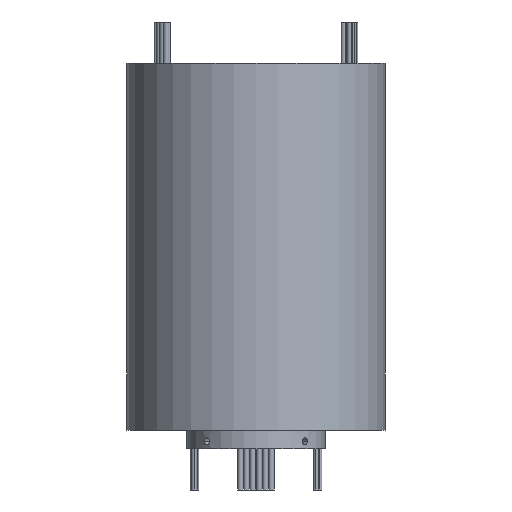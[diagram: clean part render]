
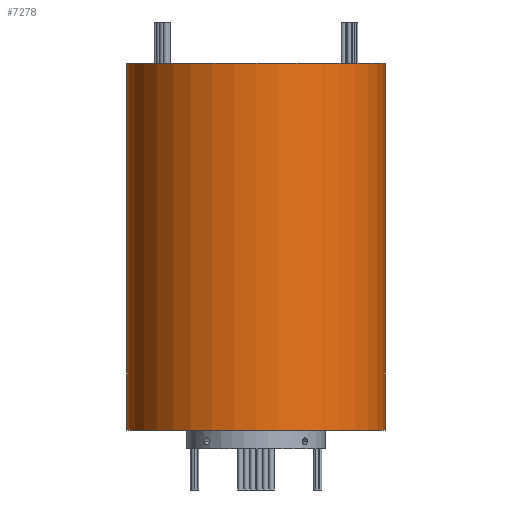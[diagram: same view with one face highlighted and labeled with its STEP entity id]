
A CAD part, front view. The second image highlights one B-rep face of the part: STEP entity #7278.
In plain terms, the highlighted cylindrical face has radius 59.5 mm (diameter 119 mm), a partial arc.
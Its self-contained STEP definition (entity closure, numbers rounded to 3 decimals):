
#127 = CARTESIAN_POINT ( 'NONE',  ( 59.5, 0., 8.6 ) ) ;
#476 = ORIENTED_EDGE ( 'NONE', *, *, #7086, .F. ) ;
#705 = EDGE_CURVE ( 'NONE', #5944, #2819, #6665, .T. ) ;
#897 = CYLINDRICAL_SURFACE ( 'NONE', #6506, 59.5 ) ;
#1028 = DIRECTION ( 'NONE',  ( -1., 0., 0. ) ) ;
#1225 = CIRCLE ( 'NONE', #6142, 59.5 ) ;
#1388 = ORIENTED_EDGE ( 'NONE', *, *, #705, .F. ) ;
#1533 = CARTESIAN_POINT ( 'NONE',  ( 59.5, 0., 177.8 ) ) ;
#1968 = CARTESIAN_POINT ( 'NONE',  ( 0., 0., 8.6 ) ) ;
#1995 = CARTESIAN_POINT ( 'NONE',  ( 0., 0., 177.8 ) ) ;
#2556 = DIRECTION ( 'NONE',  ( 1., 0., 0. ) ) ;
#2599 = DIRECTION ( 'NONE',  ( 1., 0., 0. ) ) ;
#2686 = ORIENTED_EDGE ( 'NONE', *, *, #3387, .T. ) ;
#2693 = EDGE_LOOP ( 'NONE', ( #1388, #476, #6185, #2686 ) ) ;
#2819 = VERTEX_POINT ( 'NONE', #127 ) ;
#3326 = DIRECTION ( 'NONE',  ( 0., 0., -1. ) ) ;
#3387 = EDGE_CURVE ( 'NONE', #4560, #2819, #1225, .T. ) ;
#3573 = CARTESIAN_POINT ( 'NONE',  ( -59.5, 0., 177.8 ) ) ;
#3621 = VERTEX_POINT ( 'NONE', #3573 ) ;
#3978 = FACE_OUTER_BOUND ( 'NONE', #2693, .T. ) ;
#3982 = CARTESIAN_POINT ( 'NONE',  ( 59.5, 0., 177.8 ) ) ;
#4103 = CARTESIAN_POINT ( 'NONE',  ( -59.5, 0., 8.6 ) ) ;
#4446 = CARTESIAN_POINT ( 'NONE',  ( -59.5, 0., 177.8 ) ) ;
#4560 = VERTEX_POINT ( 'NONE', #4103 ) ;
#4701 = VECTOR ( 'NONE', #5020, 1000. ) ;
#5020 = DIRECTION ( 'NONE',  ( 0., 0., -1. ) ) ;
#5049 = CIRCLE ( 'NONE', #7441, 59.5 ) ;
#5944 = VERTEX_POINT ( 'NONE', #3982 ) ;
#6016 = DIRECTION ( 'NONE',  ( 0., 0., 1. ) ) ;
#6051 = DIRECTION ( 'NONE',  ( 0., 0., 1. ) ) ;
#6142 = AXIS2_PLACEMENT_3D ( 'NONE', #1968, #6016, #2556 ) ;
#6185 = ORIENTED_EDGE ( 'NONE', *, *, #7174, .T. ) ;
#6410 = LINE ( 'NONE', #4446, #4701 ) ;
#6503 = VECTOR ( 'NONE', #7355, 1000. ) ;
#6506 = AXIS2_PLACEMENT_3D ( 'NONE', #6786, #3326, #1028 ) ;
#6665 = LINE ( 'NONE', #1533, #6503 ) ;
#6786 = CARTESIAN_POINT ( 'NONE',  ( 0., 0., 177.8 ) ) ;
#7086 = EDGE_CURVE ( 'NONE', #3621, #5944, #5049, .T. ) ;
#7174 = EDGE_CURVE ( 'NONE', #3621, #4560, #6410, .T. ) ;
#7278 = ADVANCED_FACE ( 'NONE', ( #3978 ), #897, .T. ) ;
#7355 = DIRECTION ( 'NONE',  ( 0., 0., -1. ) ) ;
#7441 = AXIS2_PLACEMENT_3D ( 'NONE', #1995, #6051, #2599 ) ;
